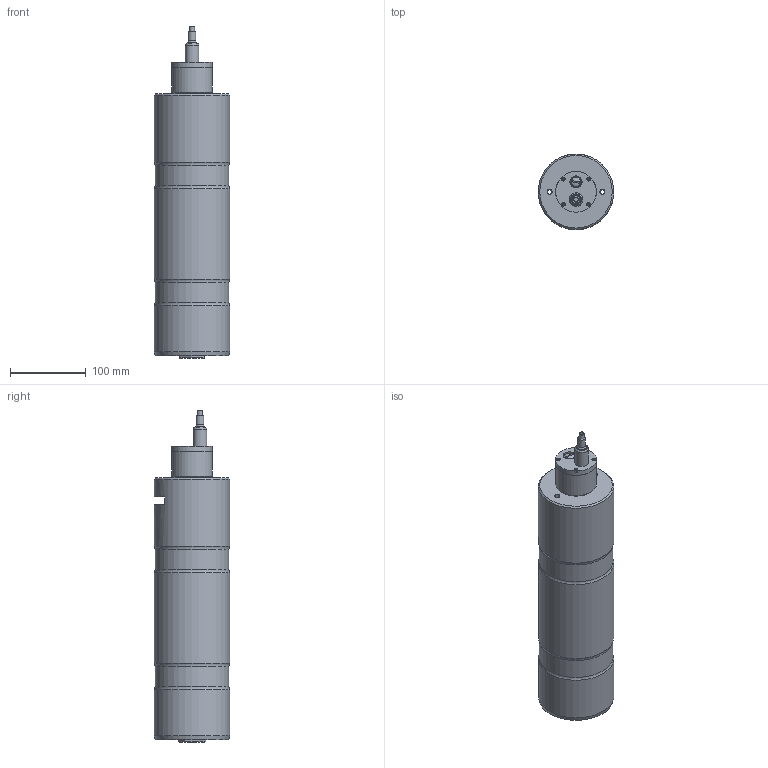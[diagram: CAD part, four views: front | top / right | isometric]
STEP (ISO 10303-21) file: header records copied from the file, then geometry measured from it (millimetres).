
FILE_DESCRIPTION (( 'STEP AP203' ), '1' );
FILE_NAME ('422-420-000-011.STEP', '2016-06-29T08:58:21', ( 'magtroladmin' ), ( 'Hewlett-Packard Company' ), 'SwSTEP 2.0', 'SolidWorks 2016', '' );
FILE_SCHEMA (( 'CONFIG_CONTROL_DESIGN' ));
Length unit declared in the file: millimetre
Products named in the file (1): 422-420-000-011
Bounding box: 100 x 100 x 439.71 mm (x, y, z)
Surface area: 141893 mm2 (no closed solid volume)
Topology: 0 solids, 15 shells, 79 faces, 218 edges, 155 vertices
Faces by surface type: plane 35, cylinder 22, cone 10, torus 10, sphere 1, bspline 1
Full cylindrical faces by diameter (mm): 2.1 x1, 5 x4, 5.5 x1, 6.7 x1, 6.8 x4, 10 x1, 16 x1, 18 x1, 54 x2, 98 x2, 100 x3
Entity records: 2498 total; most frequent: CARTESIAN_POINT 595, DIRECTION 396, ORIENTED_EDGE 243, EDGE_CURVE 167, AXIS2_PLACEMENT_3D 160, EDGE_LOOP 148, VERTEX_POINT 145, FACE_OUTER_BOUND 111
